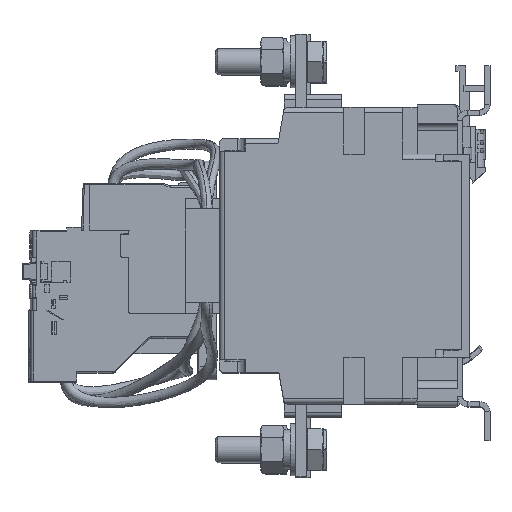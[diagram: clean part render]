
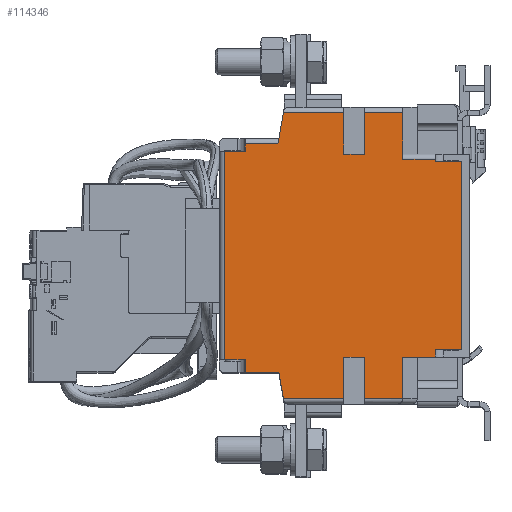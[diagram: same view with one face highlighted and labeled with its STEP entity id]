
A CAD part, top view. The second image highlights one B-rep face of the part: STEP entity #114346.
In plain terms, the highlighted planar face has unit normal (0, 0, 1).
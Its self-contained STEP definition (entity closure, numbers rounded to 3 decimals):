
#15349=CARTESIAN_POINT('',(131.629,7.,0.));
#15494=DIRECTION('',(0.,-1.,0.));
#15495=VECTOR('',#15494,80.);
#15496=CARTESIAN_POINT('',(108.982,102.,0.));
#15497=LINE('',#15496,#15495);
#15610=DIRECTION('',(-0.174,-0.985,0.));
#15611=VECTOR('',#15610,12.185);
#15612=CARTESIAN_POINT('',(131.629,117.,0.));
#15613=LINE('',#15612,#15611);
#15712=DIRECTION('',(1.,0.,0.));
#15713=VECTOR('',#15712,8.);
#15714=CARTESIAN_POINT('',(108.982,102.,0.));
#15715=LINE('',#15714,#15713);
#15716=DIRECTION('',(0.,1.,0.));
#15717=VECTOR('',#15716,3.);
#15718=CARTESIAN_POINT('',(116.982,102.,0.));
#15719=LINE('',#15718,#15717);
#15720=DIRECTION('',(-1.,0.,0.));
#15721=VECTOR('',#15720,12.531);
#15722=CARTESIAN_POINT('',(129.513,105.,0.));
#15723=LINE('',#15722,#15721);
#15724=DIRECTION('',(-1.,0.,0.));
#15725=VECTOR('',#15724,23.153);
#15726=CARTESIAN_POINT('',(154.782,117.,0.));
#15727=LINE('',#15726,#15725);
#15728=DIRECTION('',(0.,-1.,0.));
#15729=VECTOR('',#15728,16.);
#15730=CARTESIAN_POINT('',(154.782,117.,0.));
#15731=LINE('',#15730,#15729);
#15732=DIRECTION('',(-1.,0.,0.));
#15733=VECTOR('',#15732,8.);
#15734=CARTESIAN_POINT('',(162.782,101.,0.));
#15735=LINE('',#15734,#15733);
#15736=DIRECTION('',(0.,-1.,0.));
#15737=VECTOR('',#15736,16.);
#15738=CARTESIAN_POINT('',(162.782,117.,0.));
#15739=LINE('',#15738,#15737);
#15740=DIRECTION('',(-1.,0.,0.));
#15741=VECTOR('',#15740,14.7);
#15742=CARTESIAN_POINT('',(177.482,117.,0.));
#15743=LINE('',#15742,#15741);
#15744=DIRECTION('',(-1.,0.,0.));
#15745=VECTOR('',#15744,12.5);
#15746=CARTESIAN_POINT('',(189.982,99.,0.));
#15747=LINE('',#15746,#15745);
#15748=DIRECTION('',(0.,1.,0.));
#15749=VECTOR('',#15748,1.);
#15750=CARTESIAN_POINT('',(189.982,98.,0.));
#15751=LINE('',#15750,#15749);
#15752=DIRECTION('',(-1.,0.,0.));
#15753=VECTOR('',#15752,10.);
#15754=CARTESIAN_POINT('',(199.982,98.,0.));
#15755=LINE('',#15754,#15753);
#15756=DIRECTION('',(-1.,0.,0.));
#15757=VECTOR('',#15756,10.);
#15758=CARTESIAN_POINT('',(199.982,26.,0.));
#15759=LINE('',#15758,#15757);
#15760=DIRECTION('',(0.,-1.,0.));
#15761=VECTOR('',#15760,3.);
#15762=CARTESIAN_POINT('',(189.982,26.,0.));
#15763=LINE('',#15762,#15761);
#15764=DIRECTION('',(-1.,0.,0.));
#15765=VECTOR('',#15764,12.5);
#15766=CARTESIAN_POINT('',(189.982,23.,0.));
#15767=LINE('',#15766,#15765);
#15768=DIRECTION('',(0.,1.,0.));
#15769=VECTOR('',#15768,16.);
#15770=CARTESIAN_POINT('',(177.482,7.,0.));
#15771=LINE('',#15770,#15769);
#15772=DIRECTION('',(1.,0.,0.));
#15773=VECTOR('',#15772,14.7);
#15774=CARTESIAN_POINT('',(162.782,7.,0.));
#15775=LINE('',#15774,#15773);
#15776=DIRECTION('',(0.,1.,0.));
#15777=VECTOR('',#15776,16.);
#15778=CARTESIAN_POINT('',(162.782,7.,0.));
#15779=LINE('',#15778,#15777);
#15780=DIRECTION('',(-1.,0.,0.));
#15781=VECTOR('',#15780,8.);
#15782=CARTESIAN_POINT('',(162.782,23.,0.));
#15783=LINE('',#15782,#15781);
#15784=DIRECTION('',(0.,1.,0.));
#15785=VECTOR('',#15784,16.);
#15786=CARTESIAN_POINT('',(154.782,7.,0.));
#15787=LINE('',#15786,#15785);
#15788=DIRECTION('',(1.,0.,0.));
#15789=VECTOR('',#15788,23.153);
#15790=CARTESIAN_POINT('',(131.629,7.,0.));
#15791=LINE('',#15790,#15789);
#15792=DIRECTION('',(0.174,-0.985,0.));
#15793=VECTOR('',#15792,10.154);
#15794=CARTESIAN_POINT('',(129.866,17.,0.));
#15795=LINE('',#15794,#15793);
#15796=DIRECTION('',(1.,0.,0.));
#15797=VECTOR('',#15796,12.884);
#15798=CARTESIAN_POINT('',(116.982,17.,0.));
#15799=LINE('',#15798,#15797);
#15800=DIRECTION('',(0.,-1.,0.));
#15801=VECTOR('',#15800,5.);
#15802=CARTESIAN_POINT('',(116.982,22.,0.));
#15803=LINE('',#15802,#15801);
#15804=DIRECTION('',(1.,0.,0.));
#15805=VECTOR('',#15804,8.);
#15806=CARTESIAN_POINT('',(108.982,22.,0.));
#15807=LINE('',#15806,#15805);
#29054=DIRECTION('',(0.,1.,0.));
#29055=VECTOR('',#29054,72.);
#29056=CARTESIAN_POINT('',(199.982,26.,0.));
#29057=LINE('',#29056,#29055);
#29103=DIRECTION('',(0.,1.,0.));
#29104=VECTOR('',#29103,18.);
#29105=CARTESIAN_POINT('',(177.482,99.,0.));
#29106=LINE('',#29105,#29104);
#76922=CARTESIAN_POINT('',(162.782,23.,0.));
#76923=CARTESIAN_POINT('',(154.782,23.,0.));
#76924=VERTEX_POINT('',#76922);
#76925=VERTEX_POINT('',#76923);
#76938=CARTESIAN_POINT('',(177.482,23.,0.));
#76939=VERTEX_POINT('',#76938);
#77048=CARTESIAN_POINT('',(116.982,22.,0.));
#77049=CARTESIAN_POINT('',(116.982,17.,0.));
#77050=VERTEX_POINT('',#77048);
#77051=VERTEX_POINT('',#77049);
#77052=CARTESIAN_POINT('',(129.866,17.,0.));
#77053=VERTEX_POINT('',#77052);
#77054=CARTESIAN_POINT('',(189.982,26.,0.));
#77055=CARTESIAN_POINT('',(189.982,23.,0.));
#77056=VERTEX_POINT('',#77054);
#77057=VERTEX_POINT('',#77055);
#77148=CARTESIAN_POINT('',(199.982,26.,0.));
#77150=VERTEX_POINT('',#77148);
#77270=CARTESIAN_POINT('',(177.482,7.,0.));
#77271=VERTEX_POINT('',#77270);
#77273=CARTESIAN_POINT('',(162.782,7.,0.));
#77275=VERTEX_POINT('',#77273);
#77350=CARTESIAN_POINT('',(108.982,22.,0.));
#77352=VERTEX_POINT('',#77350);
#77390=CARTESIAN_POINT('',(154.782,7.,0.));
#77392=VERTEX_POINT('',#77390);
#77397=VERTEX_POINT('',#15349);
#77786=CARTESIAN_POINT('',(162.782,101.,0.));
#77787=CARTESIAN_POINT('',(154.782,101.,0.));
#77788=VERTEX_POINT('',#77786);
#77789=VERTEX_POINT('',#77787);
#77970=CARTESIAN_POINT('',(116.982,102.,0.));
#77971=VERTEX_POINT('',#77970);
#77976=CARTESIAN_POINT('',(189.982,98.,0.));
#77977=VERTEX_POINT('',#77976);
#78018=CARTESIAN_POINT('',(199.982,98.,0.));
#78020=VERTEX_POINT('',#78018);
#78182=CARTESIAN_POINT('',(189.982,99.,0.));
#78183=VERTEX_POINT('',#78182);
#78184=CARTESIAN_POINT('',(177.482,99.,0.));
#78185=VERTEX_POINT('',#78184);
#78187=CARTESIAN_POINT('',(108.982,102.,0.));
#78189=VERTEX_POINT('',#78187);
#78215=CARTESIAN_POINT('',(154.782,117.,0.));
#78217=VERTEX_POINT('',#78215);
#78218=CARTESIAN_POINT('',(131.629,117.,0.));
#78219=VERTEX_POINT('',#78218);
#78248=CARTESIAN_POINT('',(116.982,105.,0.));
#78250=VERTEX_POINT('',#78248);
#78254=CARTESIAN_POINT('',(129.513,105.,0.));
#78255=VERTEX_POINT('',#78254);
#78256=CARTESIAN_POINT('',(162.782,117.,0.));
#78258=VERTEX_POINT('',#78256);
#78262=CARTESIAN_POINT('',(177.482,117.,0.));
#78263=VERTEX_POINT('',#78262);
#114288=CARTESIAN_POINT('',(106.982,5.,0.));
#114289=DIRECTION('',(0.,0.,1.));
#114290=DIRECTION('',(1.,0.,0.));
#114291=AXIS2_PLACEMENT_3D('',#114288,#114289,#114290);
#114292=PLANE('',#114291);
#114293=ORIENTED_EDGE('',*,*,#114062,.F.);
#114294=ORIENTED_EDGE('',*,*,#114081,.T.);
#114296=ORIENTED_EDGE('',*,*,#114295,.T.);
#114298=ORIENTED_EDGE('',*,*,#114297,.F.);
#114299=ORIENTED_EDGE('',*,*,#114227,.F.);
#114301=ORIENTED_EDGE('',*,*,#114300,.F.);
#114303=ORIENTED_EDGE('',*,*,#114302,.T.);
#114305=ORIENTED_EDGE('',*,*,#114304,.F.);
#114307=ORIENTED_EDGE('',*,*,#114306,.F.);
#114309=ORIENTED_EDGE('',*,*,#114308,.F.);
#114311=ORIENTED_EDGE('',*,*,#114310,.F.);
#114313=ORIENTED_EDGE('',*,*,#114312,.F.);
#114315=ORIENTED_EDGE('',*,*,#114314,.F.);
#114317=ORIENTED_EDGE('',*,*,#114316,.F.);
#114319=ORIENTED_EDGE('',*,*,#114318,.F.);
#114321=ORIENTED_EDGE('',*,*,#114320,.T.);
#114323=ORIENTED_EDGE('',*,*,#114322,.T.);
#114325=ORIENTED_EDGE('',*,*,#114324,.T.);
#114327=ORIENTED_EDGE('',*,*,#114326,.F.);
#114329=ORIENTED_EDGE('',*,*,#114328,.F.);
#114331=ORIENTED_EDGE('',*,*,#114330,.T.);
#114333=ORIENTED_EDGE('',*,*,#114332,.T.);
#114335=ORIENTED_EDGE('',*,*,#114334,.F.);
#114337=ORIENTED_EDGE('',*,*,#114336,.F.);
#114338=ORIENTED_EDGE('',*,*,#113893,.F.);
#114340=ORIENTED_EDGE('',*,*,#114339,.F.);
#114342=ORIENTED_EDGE('',*,*,#114341,.F.);
#114343=ORIENTED_EDGE('',*,*,#114037,.F.);
#114344=EDGE_LOOP('',(#114293,#114294,#114296,#114298,#114299,#114301,#114303,
#114305,#114307,#114309,#114311,#114313,#114315,#114317,#114319,#114321,#114323,
#114325,#114327,#114329,#114331,#114333,#114335,#114337,#114338,#114340,#114342,
#114343));
#114345=FACE_OUTER_BOUND('',#114344,.F.);
#114346=ADVANCED_FACE('',(#114345),#114292,.T.);
#113893=EDGE_CURVE('',#77053,#77397,#15795,.T.);
#114037=EDGE_CURVE('',#77352,#77050,#15807,.T.);
#114062=EDGE_CURVE('',#78189,#77352,#15497,.T.);
#114081=EDGE_CURVE('',#78189,#77971,#15715,.T.);
#114227=EDGE_CURVE('',#78219,#78255,#15613,.T.);
#114295=EDGE_CURVE('',#77971,#78250,#15719,.T.);
#114297=EDGE_CURVE('',#78255,#78250,#15723,.T.);
#114300=EDGE_CURVE('',#78217,#78219,#15727,.T.);
#114302=EDGE_CURVE('',#78217,#77789,#15731,.T.);
#114304=EDGE_CURVE('',#77788,#77789,#15735,.T.);
#114306=EDGE_CURVE('',#78258,#77788,#15739,.T.);
#114308=EDGE_CURVE('',#78263,#78258,#15743,.T.);
#114310=EDGE_CURVE('',#78185,#78263,#29106,.T.);
#114312=EDGE_CURVE('',#78183,#78185,#15747,.T.);
#114314=EDGE_CURVE('',#77977,#78183,#15751,.T.);
#114316=EDGE_CURVE('',#78020,#77977,#15755,.T.);
#114318=EDGE_CURVE('',#77150,#78020,#29057,.T.);
#114320=EDGE_CURVE('',#77150,#77056,#15759,.T.);
#114322=EDGE_CURVE('',#77056,#77057,#15763,.T.);
#114324=EDGE_CURVE('',#77057,#76939,#15767,.T.);
#114326=EDGE_CURVE('',#77271,#76939,#15771,.T.);
#114328=EDGE_CURVE('',#77275,#77271,#15775,.T.);
#114330=EDGE_CURVE('',#77275,#76924,#15779,.T.);
#114332=EDGE_CURVE('',#76924,#76925,#15783,.T.);
#114334=EDGE_CURVE('',#77392,#76925,#15787,.T.);
#114336=EDGE_CURVE('',#77397,#77392,#15791,.T.);
#114339=EDGE_CURVE('',#77051,#77053,#15799,.T.);
#114341=EDGE_CURVE('',#77050,#77051,#15803,.T.);
